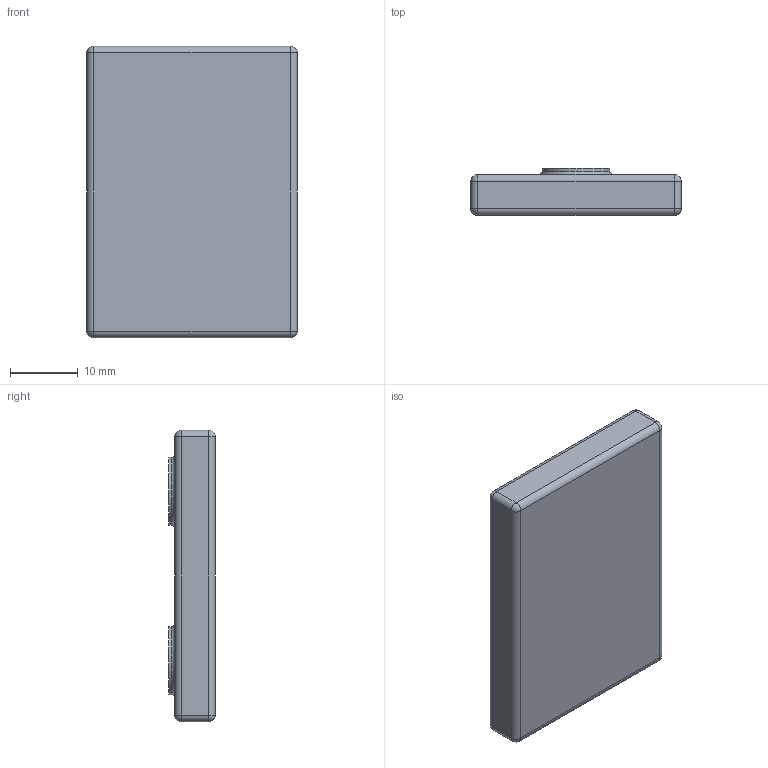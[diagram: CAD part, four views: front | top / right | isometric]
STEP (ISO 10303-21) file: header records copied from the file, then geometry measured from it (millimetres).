
FILE_DESCRIPTION(/* description */ ('','CAx-IF Rec.Pracs.---Representation and Presentation of Product Manufacturing Information (PMI)---4.0---2014-10-13'),/* implementation_level */ '2;1');
FILE_NAME(/* name */ 'GM17461.stp',/* time_stamp */ '2020-09-03T10:52:41+02:00',/* author */ ('tm'),/* organization */ (''),/* preprocessor_version */ 'ST-DEVELOPER v17.2',/* originating_system */ 'Autodesk Inventor 2019',/* authorisation */ '');
FILE_SCHEMA (('AP242_MANAGED_MODEL_BASED_3D_ENGINEERING_MIM_LF { 1 0 10303 442 1 1 4 }'));
Length unit declared in the file: millimetre
Products named in the file (2): GM17461; E0134872
Assembly tree (1 placements, depth 2):
  GM17461
    E0134872
Bounding box: 31 x 6.9 x 43 mm (x, y, z)
Volume: 7997.1 mm3; surface area: 3548.2 mm2
Topology: 1 solids, 1 shells, 38 faces, 84 edges, 56 vertices
Faces by surface type: cylinder 16, plane 10, sphere 8, torus 2, cone 2
Full cylindrical faces by diameter (mm): 3.3 x2, 10 x2
Entity records: 1137 total; most frequent: DIRECTION 214, CARTESIAN_POINT 176, ORIENTED_EDGE 156, AXIS2_PLACEMENT_3D 92, EDGE_CURVE 78, CIRCLE 50, VERTEX_POINT 46, EDGE_LOOP 42
